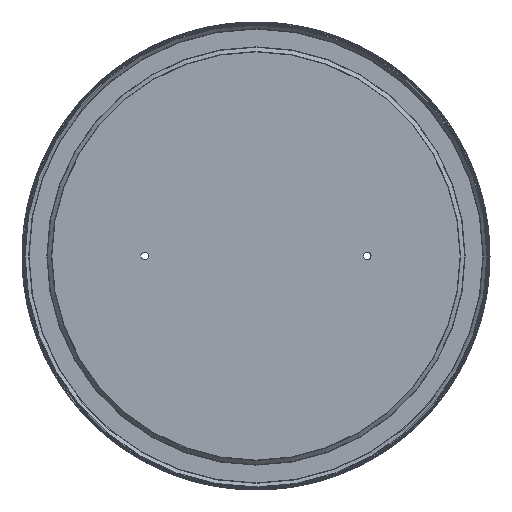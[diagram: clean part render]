
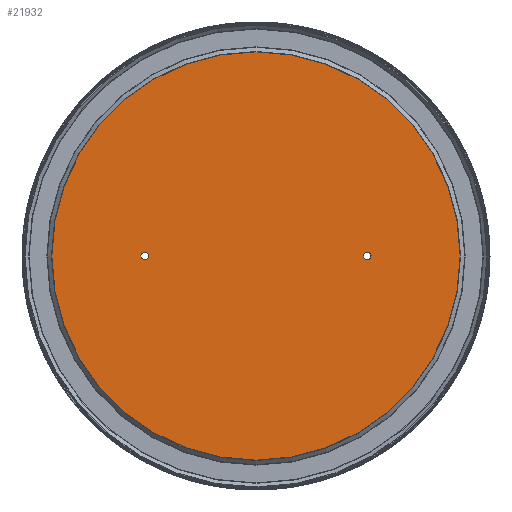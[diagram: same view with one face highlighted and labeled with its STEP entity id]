
A CAD part, front view. The second image highlights one B-rep face of the part: STEP entity #21932.
In plain terms, the highlighted planar face has unit normal (0, -1, 0).
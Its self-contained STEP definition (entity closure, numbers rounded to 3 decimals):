
#21739=CARTESIAN_POINT('',(-124.,54.,0.));
#21740=VERTEX_POINT('',#21739);
#21741=CARTESIAN_POINT('',(-120.,54.,0.0));
#21742=DIRECTION('',(0.0,1.0,0.0));
#21743=DIRECTION('',(1.0,0.0,0.0));
#21744=AXIS2_PLACEMENT_3D('',#21741,#21742,#21743);
#21745=CIRCLE('',#21744,4.0);
#21746=EDGE_CURVE('',#21740,#21740,#21745,.T.);
#21767=CARTESIAN_POINT('',(116.,54.,0.));
#21768=VERTEX_POINT('',#21767);
#21769=CARTESIAN_POINT('',(120.,54.,0.0));
#21770=DIRECTION('',(0.0,1.0,0.0));
#21771=DIRECTION('',(1.0,0.0,0.0));
#21772=AXIS2_PLACEMENT_3D('',#21769,#21770,#21771);
#21773=CIRCLE('',#21772,4.0);
#21774=EDGE_CURVE('',#21768,#21768,#21773,.T.);
#21903=CARTESIAN_POINT('',(220.464,54.,0.0));
#21904=VERTEX_POINT('',#21903);
#21905=CARTESIAN_POINT('',(0.,54.,0.0));
#21906=DIRECTION('',(0.0,-1.0,0.0));
#21907=DIRECTION('',(1.0,0.0,0.0));
#21908=AXIS2_PLACEMENT_3D('',#21905,#21906,#21907);
#21909=CIRCLE('',#21908,220.464);
#21910=EDGE_CURVE('',#21904,#21904,#21909,.T.);
#21918=CARTESIAN_POINT('',(110.232,54.,0.0));
#21919=DIRECTION('',(0.0,-1.0,0.0));
#21920=DIRECTION('',(0.0,0.0,-1.0));
#21921=AXIS2_PLACEMENT_3D('',#21918,#21919,#21920);
#21922=PLANE('',#21921);
#21923=ORIENTED_EDGE('',*,*,#21910,.T.);
#21924=EDGE_LOOP('',(#21923));
#21925=FACE_OUTER_BOUND('',#21924,.T.);
#21926=ORIENTED_EDGE('',*,*,#21746,.T.);
#21927=EDGE_LOOP('',(#21926));
#21928=FACE_BOUND('',#21927,.T.);
#21929=ORIENTED_EDGE('',*,*,#21774,.T.);
#21930=EDGE_LOOP('',(#21929));
#21931=FACE_BOUND('',#21930,.T.);
#21932=ADVANCED_FACE('',(#21925,#21928,#21931),#21922,.T.);
